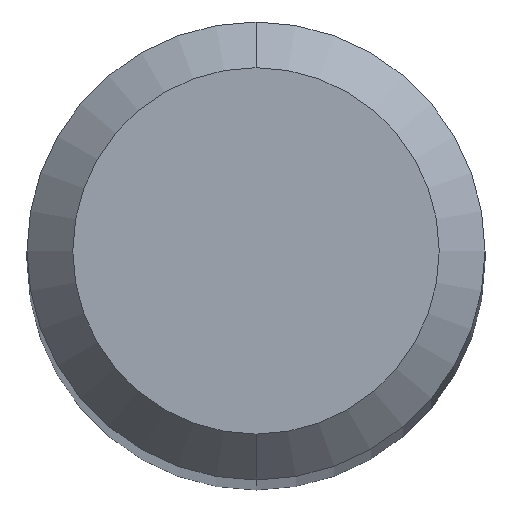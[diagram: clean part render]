
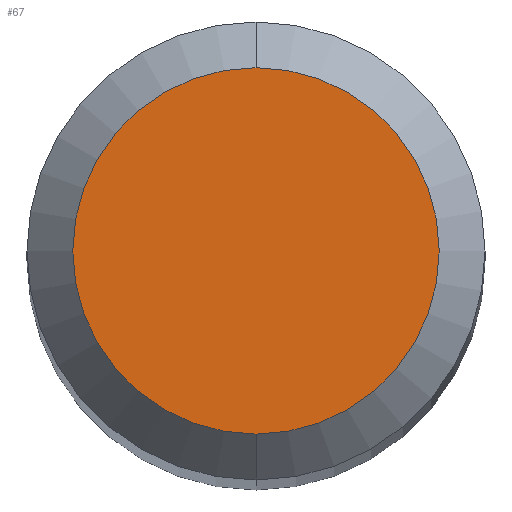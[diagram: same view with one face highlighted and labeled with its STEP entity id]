
A CAD part, top view. The second image highlights one B-rep face of the part: STEP entity #67.
In plain terms, the highlighted planar face has unit normal (0, 0, 1).
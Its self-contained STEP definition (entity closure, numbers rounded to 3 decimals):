
#4 = DIRECTION ( 'NONE',  ( 0., 0., -1. ) ) ;
#6 = CIRCLE ( 'NONE', #150, 4.445 ) ;
#23 = EDGE_CURVE ( 'NONE', #28, #209, #6, .T. ) ;
#25 = DIRECTION ( 'NONE',  ( 0., 1., 0. ) ) ;
#27 = FACE_OUTER_BOUND ( 'NONE', #75, .T. ) ;
#28 = VERTEX_POINT ( 'NONE', #79 ) ;
#33 = AXIS2_PLACEMENT_3D ( 'NONE', #56, #4, #25 ) ;
#56 = CARTESIAN_POINT ( 'NONE',  ( 0., 5.556, 0. ) ) ;
#67 = ADVANCED_FACE ( 'NONE', ( #27 ), #153, .F. ) ;
#72 = CARTESIAN_POINT ( 'NONE',  ( 0., 4.445, 0. ) ) ;
#75 = EDGE_LOOP ( 'NONE', ( #192, #196 ) ) ;
#79 = CARTESIAN_POINT ( 'NONE',  ( 0., -4.445, 0. ) ) ;
#82 = AXIS2_PLACEMENT_3D ( 'NONE', #138, #175, #202 ) ;
#107 = EDGE_CURVE ( 'NONE', #209, #28, #151, .T. ) ;
#110 = CARTESIAN_POINT ( 'NONE',  ( 0., 0., 0. ) ) ;
#138 = CARTESIAN_POINT ( 'NONE',  ( 0., 0., 0. ) ) ;
#149 = DIRECTION ( 'NONE',  ( 0., 1., 0. ) ) ;
#150 = AXIS2_PLACEMENT_3D ( 'NONE', #110, #179, #149 ) ;
#151 = CIRCLE ( 'NONE', #82, 4.445 ) ;
#153 = PLANE ( 'NONE',  #33 ) ;
#175 = DIRECTION ( 'NONE',  ( 0., 0., 1. ) ) ;
#179 = DIRECTION ( 'NONE',  ( 0., 0., 1. ) ) ;
#192 = ORIENTED_EDGE ( 'NONE', *, *, #107, .T. ) ;
#196 = ORIENTED_EDGE ( 'NONE', *, *, #23, .T. ) ;
#202 = DIRECTION ( 'NONE',  ( 0., 1., 0. ) ) ;
#209 = VERTEX_POINT ( 'NONE', #72 ) ;
